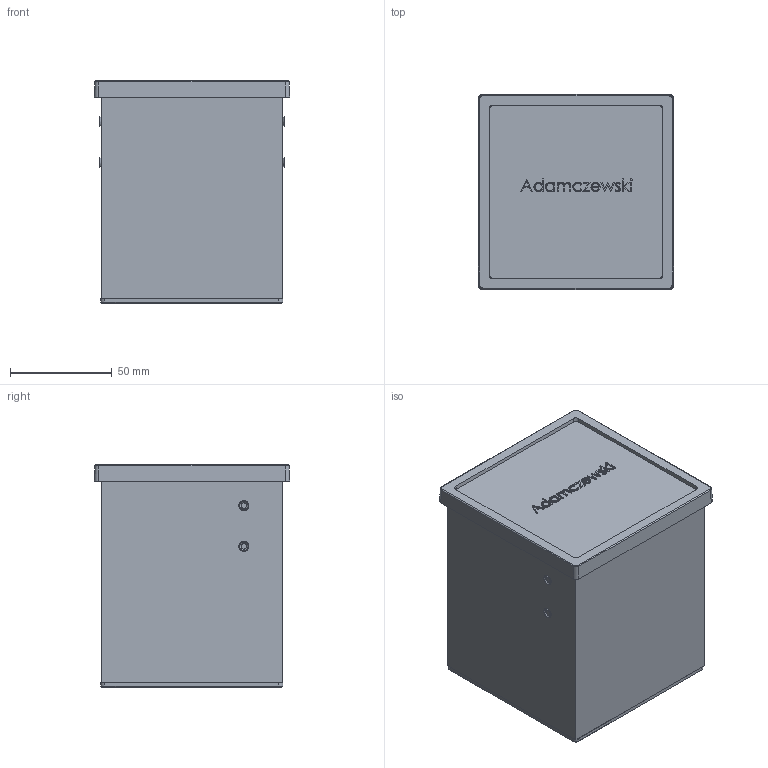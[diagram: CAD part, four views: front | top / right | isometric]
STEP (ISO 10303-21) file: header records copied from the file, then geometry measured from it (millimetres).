
FILE_DESCRIPTION (( 'STEP AP203' ), '1' );
FILE_NAME ('FE-96x96-lang.STEP', '2018-08-15T08:32:24', ( '' ), ( '' ), 'SwSTEP 2.0', 'SolidWorks 2013', '' );
FILE_SCHEMA (( 'CONFIG_CONTROL_DESIGN' ));
Length unit declared in the file: millimetre
Products named in the file (7): 0445001_Kegeleinsatz; Front-96x96; 044530402_Rohgeh_96x96x107; Boden-445-313-01; 0445316_Frontrahmen_96x96; 0445002_Gewindeeinsatz_M2.1; FE-96x96-lang
Assembly tree (14 placements, depth 2):
  FE-96x96-lang
    0445001_Kegeleinsatz  x2
    0445002_Gewindeeinsatz_M2.1  x8
    044530402_Rohgeh_96x96x107
    0445316_Frontrahmen_96x96
    Front-96x96
    Boden-445-313-01
Bounding box: 96 x 96 x 109.2 mm (x, y, z)
Volume: 137917.9 mm3; surface area: 136359.6 mm2
Topology: 14 solids, 14 shells, 805 faces, 2132 edges, 1400 vertices
Faces by surface type: plane 548, cylinder 146, bspline 72, cone 39
Entity records: 27107 total; most frequent: CARTESIAN_POINT 8024, ORIENTED_EDGE 3960, DIRECTION 3382, EDGE_CURVE 1980, LINE 1586, VECTOR 1586, VERTEX_POINT 1304, AXIS2_PLACEMENT_3D 898
